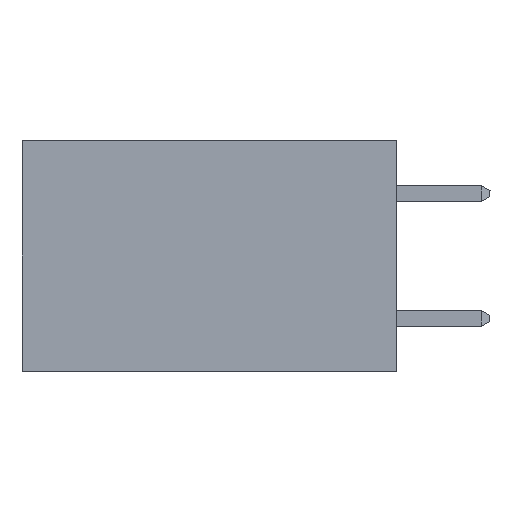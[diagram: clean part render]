
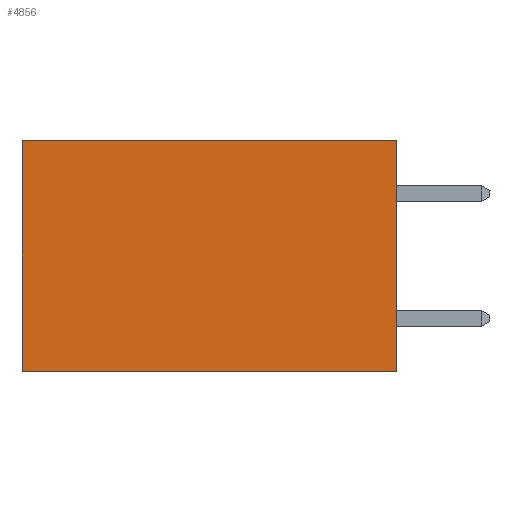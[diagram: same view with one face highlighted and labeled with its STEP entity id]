
A CAD part, left-side view. The second image highlights one B-rep face of the part: STEP entity #4856.
In plain terms, the highlighted planar face has unit normal (-1, 0, 0).
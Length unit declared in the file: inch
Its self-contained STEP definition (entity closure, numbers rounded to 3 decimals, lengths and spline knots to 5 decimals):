
#75 = VECTOR ( 'NONE', #5296, 39.37008 ) ;
#901 = EDGE_CURVE ( 'NONE', #12198, #7755, #3705, .T. ) ;
#1405 = DIRECTION ( 'NONE',  ( 1., 0., 0. ) ) ;
#1458 = PLANE ( 'NONE',  #5482 ) ;
#1800 = ORIENTED_EDGE ( 'NONE', *, *, #11084, .T. ) ;
#3598 = EDGE_CURVE ( 'NONE', #4300, #12198, #4704, .T. ) ;
#3705 = LINE ( 'NONE', #13797, #75 ) ;
#3718 = DIRECTION ( 'NONE',  ( 0., 0., -1. ) ) ;
#4300 = VERTEX_POINT ( 'NONE', #10579 ) ;
#4704 = LINE ( 'NONE', #6779, #10384 ) ;
#4856 = ADVANCED_FACE ( 'NONE', ( #14022 ), #1458, .F. ) ;
#5296 = DIRECTION ( 'NONE',  ( 0., 1., 0. ) ) ;
#5471 = CARTESIAN_POINT ( 'NONE',  ( 0.298, 0., 0. ) ) ;
#5482 = AXIS2_PLACEMENT_3D ( 'NONE', #13589, #1405, #14012 ) ;
#5619 = CARTESIAN_POINT ( 'NONE',  ( 0.298, 0.6, 0. ) ) ;
#6779 = CARTESIAN_POINT ( 'NONE',  ( 0.298, 0., 0. ) ) ;
#7324 = EDGE_LOOP ( 'NONE', ( #1800, #9174, #9421, #13341 ) ) ;
#7607 = CARTESIAN_POINT ( 'NONE',  ( 0.298, 0.6, 0. ) ) ;
#7755 = VERTEX_POINT ( 'NONE', #8555 ) ;
#8555 = CARTESIAN_POINT ( 'NONE',  ( 0.298, 0.6, -0.37 ) ) ;
#9174 = ORIENTED_EDGE ( 'NONE', *, *, #901, .F. ) ;
#9421 = ORIENTED_EDGE ( 'NONE', *, *, #3598, .F. ) ;
#10092 = LINE ( 'NONE', #5471, #10777 ) ;
#10384 = VECTOR ( 'NONE', #3718, 39.37008 ) ;
#10520 = EDGE_CURVE ( 'NONE', #4300, #14486, #10092, .T. ) ;
#10579 = CARTESIAN_POINT ( 'NONE',  ( 0.298, 0., 0. ) ) ;
#10777 = VECTOR ( 'NONE', #12273, 39.37008 ) ;
#11084 = EDGE_CURVE ( 'NONE', #14486, #7755, #14267, .T. ) ;
#11478 = CARTESIAN_POINT ( 'NONE',  ( 0.298, 0., -0.37 ) ) ;
#11665 = VECTOR ( 'NONE', #14291, 39.37008 ) ;
#12198 = VERTEX_POINT ( 'NONE', #11478 ) ;
#12273 = DIRECTION ( 'NONE',  ( 0., 1., 0. ) ) ;
#13341 = ORIENTED_EDGE ( 'NONE', *, *, #10520, .T. ) ;
#13589 = CARTESIAN_POINT ( 'NONE',  ( 0.298, 0., 0. ) ) ;
#13797 = CARTESIAN_POINT ( 'NONE',  ( 0.298, 0., -0.37 ) ) ;
#14012 = DIRECTION ( 'NONE',  ( 0., 0., -1. ) ) ;
#14022 = FACE_OUTER_BOUND ( 'NONE', #7324, .T. ) ;
#14267 = LINE ( 'NONE', #7607, #11665 ) ;
#14291 = DIRECTION ( 'NONE',  ( 0., 0., -1. ) ) ;
#14486 = VERTEX_POINT ( 'NONE', #5619 ) ;
